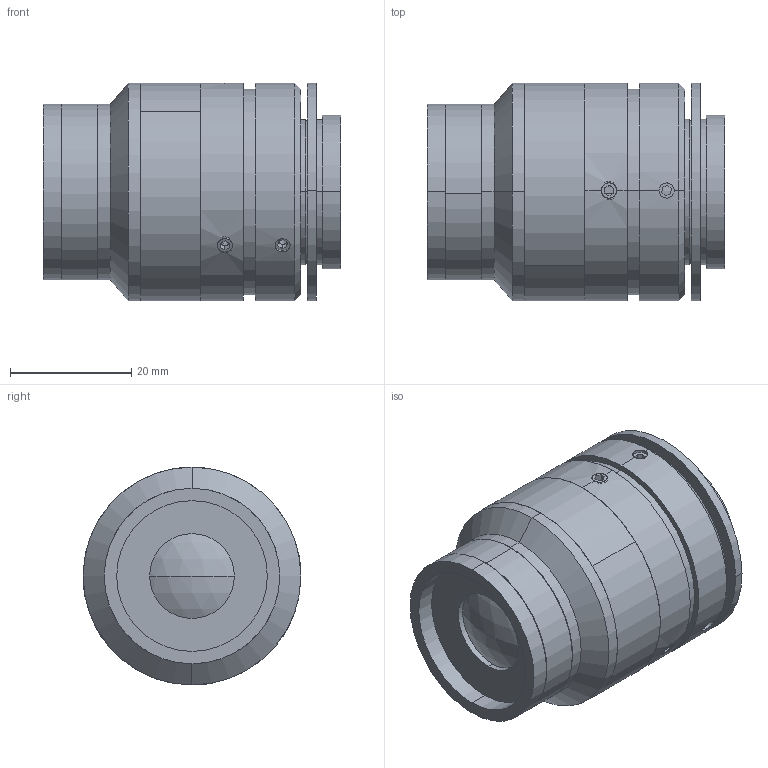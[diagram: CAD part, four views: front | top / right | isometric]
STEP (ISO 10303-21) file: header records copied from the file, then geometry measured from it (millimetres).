
FILE_DESCRIPTION (( 'STEP AP203' ), '1' );
FILE_NAME ('XF-MH015X308.STEP', '2024-08-07T01:14:36', ( '' ), ( '' ), 'SwSTEP 2.0', 'SolidWorks 2022', '' );
FILE_SCHEMA (( 'CONFIG_CONTROL_DESIGN' ));
Length unit declared in the file: millimetre
Products named in the file (1): XF-MH015X308
Bounding box: 49.1 x 36 x 36.01 mm (x, y, z)
Surface area: 10711.7 mm2 (no closed solid volume)
Topology: 0 solids, 17 shells, 125 faces, 364 edges, 240 vertices
Faces by surface type: plane 63, cylinder 40, cone 20, sphere 2
Entity records: 4438 total; most frequent: CARTESIAN_POINT 1064, DIRECTION 737, ORIENTED_EDGE 570, EDGE_CURVE 356, AXIS2_PLACEMENT_3D 273, VERTEX_POINT 240, LINE 191, VECTOR 191
